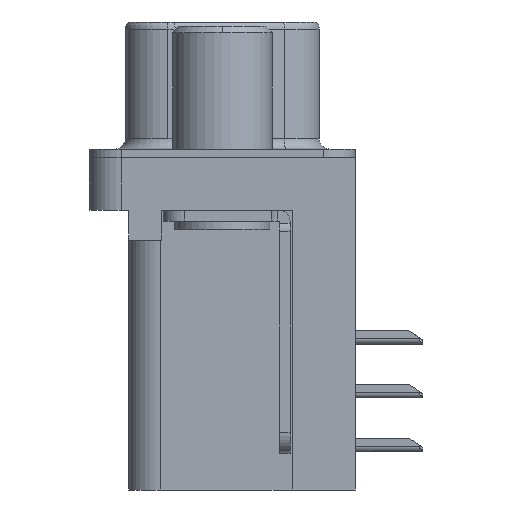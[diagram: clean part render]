
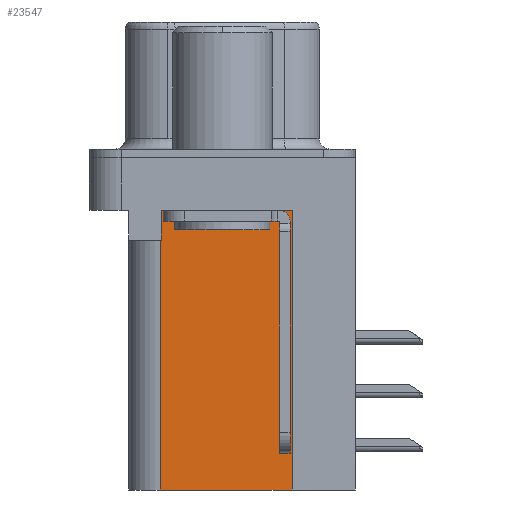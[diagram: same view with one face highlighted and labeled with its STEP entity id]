
A CAD part, left-side view. The second image highlights one B-rep face of the part: STEP entity #23547.
In plain terms, the highlighted planar face has unit normal (-1, 0, 0).
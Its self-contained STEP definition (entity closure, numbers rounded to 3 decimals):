
#487 = LINE ( 'NONE', #14382, #19505 ) ;
#1307 = CARTESIAN_POINT ( 'NONE',  ( 3.765, -3.295, -15.7 ) ) ;
#1447 = DIRECTION ( 'NONE',  ( 0., 1., 0. ) ) ;
#1872 = CARTESIAN_POINT ( 'NONE',  ( 3.765, -3.295, -2.5 ) ) ;
#1998 = DIRECTION ( 'NONE',  ( 0., 1., 0. ) ) ;
#2444 = DIRECTION ( 'NONE',  ( 0., 0., 1. ) ) ;
#2447 = EDGE_CURVE ( 'NONE', #22909, #23103, #8992, .T. ) ;
#3025 = VECTOR ( 'NONE', #5525, 1000. ) ;
#3788 = ORIENTED_EDGE ( 'NONE', *, *, #10308, .T. ) ;
#4191 = CARTESIAN_POINT ( 'NONE',  ( 3.765, 2.895, -3.9 ) ) ;
#4715 = VECTOR ( 'NONE', #1998, 1000. ) ;
#4950 = CARTESIAN_POINT ( 'NONE',  ( 3.765, 0., -3.9 ) ) ;
#5525 = DIRECTION ( 'NONE',  ( 0., 1., 0. ) ) ;
#5722 = EDGE_CURVE ( 'NONE', #23103, #13862, #487, .T. ) ;
#6738 = CARTESIAN_POINT ( 'NONE',  ( 3.765, 2.895, -3.9 ) ) ;
#8148 = CARTESIAN_POINT ( 'NONE',  ( 3.765, 2.925, -15.7 ) ) ;
#8300 = DIRECTION ( 'NONE',  ( 0., 0., 1. ) ) ;
#8567 = LINE ( 'NONE', #4950, #3025 ) ;
#8992 = LINE ( 'NONE', #23681, #10149 ) ;
#9390 = VECTOR ( 'NONE', #15912, 1000. ) ;
#10122 = VERTEX_POINT ( 'NONE', #11717 ) ;
#10149 = VECTOR ( 'NONE', #2444, 1000. ) ;
#10308 = EDGE_CURVE ( 'NONE', #13862, #20639, #23532, .T. ) ;
#10599 = DIRECTION ( 'NONE',  ( 0., 0., -1. ) ) ;
#11634 = FACE_OUTER_BOUND ( 'NONE', #22431, .T. ) ;
#11717 = CARTESIAN_POINT ( 'NONE',  ( 3.765, 2.925, -3.9 ) ) ;
#12464 = CARTESIAN_POINT ( 'NONE',  ( 3.765, -3.295, -15.7 ) ) ;
#13502 = ORIENTED_EDGE ( 'NONE', *, *, #21846, .T. ) ;
#13862 = VERTEX_POINT ( 'NONE', #16697 ) ;
#14382 = CARTESIAN_POINT ( 'NONE',  ( 3.765, -3.295, -2.5 ) ) ;
#15912 = DIRECTION ( 'NONE',  ( 0., 0., -1. ) ) ;
#16639 = ORIENTED_EDGE ( 'NONE', *, *, #5722, .T. ) ;
#16697 = CARTESIAN_POINT ( 'NONE',  ( 3.765, 2.895, -2.5 ) ) ;
#17921 = PLANE ( 'NONE',  #19255 ) ;
#18318 = VERTEX_POINT ( 'NONE', #19703 ) ;
#18819 = LINE ( 'NONE', #8148, #23198 ) ;
#19255 = AXIS2_PLACEMENT_3D ( 'NONE', #1307, #21638, #10599 ) ;
#19268 = EDGE_CURVE ( 'NONE', #22909, #18318, #19927, .T. ) ;
#19505 = VECTOR ( 'NONE', #1447, 1000. ) ;
#19703 = CARTESIAN_POINT ( 'NONE',  ( 3.765, 2.925, -15.7 ) ) ;
#19927 = LINE ( 'NONE', #20385, #4715 ) ;
#20385 = CARTESIAN_POINT ( 'NONE',  ( 3.765, -3.295, -15.7 ) ) ;
#20639 = VERTEX_POINT ( 'NONE', #4191 ) ;
#20889 = ORIENTED_EDGE ( 'NONE', *, *, #2447, .T. ) ;
#21075 = ORIENTED_EDGE ( 'NONE', *, *, #23373, .F. ) ;
#21638 = DIRECTION ( 'NONE',  ( 1., 0., 0. ) ) ;
#21846 = EDGE_CURVE ( 'NONE', #20639, #10122, #8567, .T. ) ;
#22431 = EDGE_LOOP ( 'NONE', ( #16639, #3788, #13502, #21075, #23678, #20889 ) ) ;
#22909 = VERTEX_POINT ( 'NONE', #12464 ) ;
#23103 = VERTEX_POINT ( 'NONE', #1872 ) ;
#23198 = VECTOR ( 'NONE', #8300, 1000. ) ;
#23373 = EDGE_CURVE ( 'NONE', #18318, #10122, #18819, .T. ) ;
#23532 = LINE ( 'NONE', #6738, #9390 ) ;
#23547 = ADVANCED_FACE ( 'NONE', ( #11634 ), #17921, .F. ) ;
#23678 = ORIENTED_EDGE ( 'NONE', *, *, #19268, .F. ) ;
#23681 = CARTESIAN_POINT ( 'NONE',  ( 3.765, -3.295, -15.7 ) ) ;
